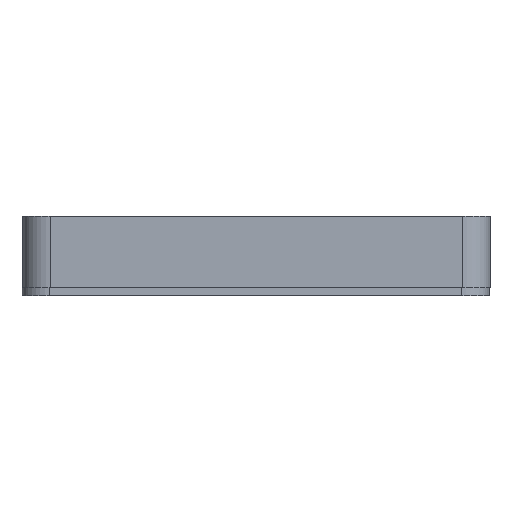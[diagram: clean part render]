
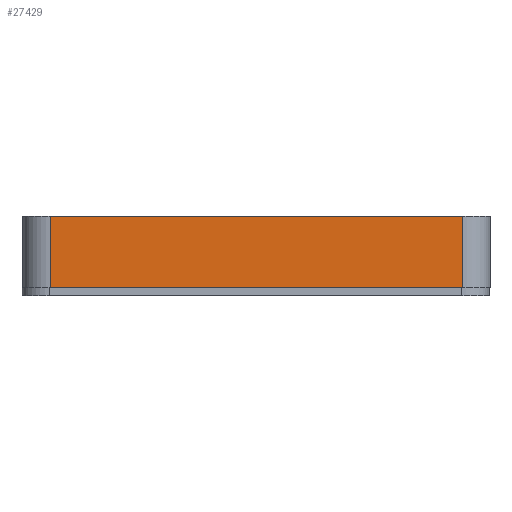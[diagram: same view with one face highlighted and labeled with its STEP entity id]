
A CAD part, left-side view. The second image highlights one B-rep face of the part: STEP entity #27429.
In plain terms, the highlighted planar face has unit normal (-1, 0, 0).
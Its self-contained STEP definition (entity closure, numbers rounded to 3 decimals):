
#915=PLANE('',#29139);
#1960=FACE_OUTER_BOUND('',#3546,.T.);
#3546=EDGE_LOOP('',(#18981,#18982,#18983,#18984));
#5293=LINE('',#38665,#8344);
#5301=LINE('',#38693,#8352);
#5302=LINE('',#38696,#8353);
#5324=LINE('',#38760,#8375);
#8344=VECTOR('',#31285,10.);
#8352=VECTOR('',#31311,10.);
#8353=VECTOR('',#31314,10.);
#8375=VECTOR('',#31386,10.);
#12119=VERTEX_POINT('',#38662);
#12120=VERTEX_POINT('',#38664);
#12131=VERTEX_POINT('',#38691);
#12132=VERTEX_POINT('',#38695);
#14794=EDGE_CURVE('',#12119,#12120,#5293,.T.);
#14809=EDGE_CURVE('',#12131,#12119,#5301,.T.);
#14810=EDGE_CURVE('',#12120,#12132,#5302,.T.);
#14842=EDGE_CURVE('',#12132,#12131,#5324,.T.);
#18981=ORIENTED_EDGE('',*,*,#14809,.F.);
#18982=ORIENTED_EDGE('',*,*,#14842,.F.);
#18983=ORIENTED_EDGE('',*,*,#14810,.F.);
#18984=ORIENTED_EDGE('',*,*,#14794,.F.);
#27429=ADVANCED_FACE('',(#1960),#915,.T.);
#29139=AXIS2_PLACEMENT_3D('',#38759,#31384,#31385);
#31285=DIRECTION('',(0.,-1.,0.));
#31311=DIRECTION('',(0.,0.,1.));
#31314=DIRECTION('',(0.,0.,-1.));
#31384=DIRECTION('center_axis',(-1.,0.,0.));
#31385=DIRECTION('ref_axis',(0.,-1.,0.));
#31386=DIRECTION('',(0.,1.,0.));
#38662=CARTESIAN_POINT('',(-4.5,19.5,13.));
#38664=CARTESIAN_POINT('',(-4.5,-55.404,13.));
#38665=CARTESIAN_POINT('',(-4.5,-60.404,13.));
#38691=CARTESIAN_POINT('',(-4.5,19.5,0.));
#38693=CARTESIAN_POINT('',(-4.5,19.5,0.));
#38695=CARTESIAN_POINT('',(-4.5,-55.404,0.));
#38696=CARTESIAN_POINT('',(-4.5,-55.404,0.));
#38759=CARTESIAN_POINT('Origin',(-4.5,24.5,0.));
#38760=CARTESIAN_POINT('',(-4.5,-60.404,0.));
